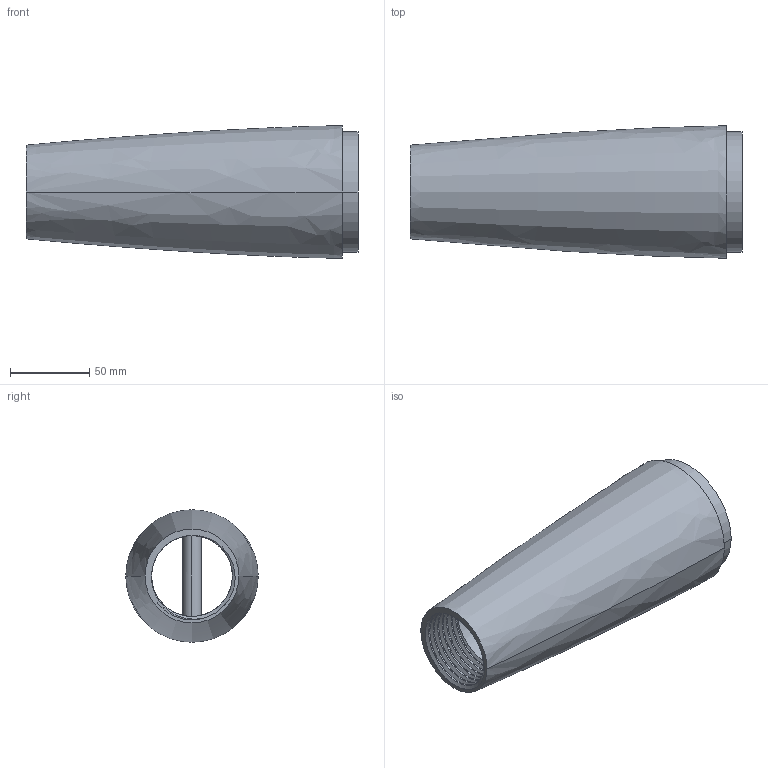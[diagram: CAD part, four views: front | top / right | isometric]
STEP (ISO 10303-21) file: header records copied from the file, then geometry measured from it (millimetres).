
FILE_DESCRIPTION (( 'STEP AP214' ), '1' );
FILE_NAME ('Jefff Nose Cone bottom.STEP', '2024-06-23T20:27:43', ( '' ), ( '' ), 'SwSTEP 2.0', 'SolidWorks 2024', '' );
FILE_SCHEMA (( 'AUTOMOTIVE_DESIGN' ));
Length unit declared in the file: millimetre
Products named in the file (1): Jefff Nose Cone bottom
Bounding box: 210 x 83.8 x 83.8 mm (x, y, z)
Volume: 273380.5 mm3; surface area: 98394.8 mm2
Topology: 1 solids, 1 shells, 37 faces, 96 edges, 63 vertices
Faces by surface type: cylinder 22, bspline 9, plane 4, torus 2
Entity records: 4325 total; most frequent: CARTESIAN_POINT 3538, ORIENTED_EDGE 192, DIRECTION 123, EDGE_CURVE 96, VERTEX_POINT 63, AXIS2_PLACEMENT_3D 51, EDGE_LOOP 43, ADVANCED_FACE 37
